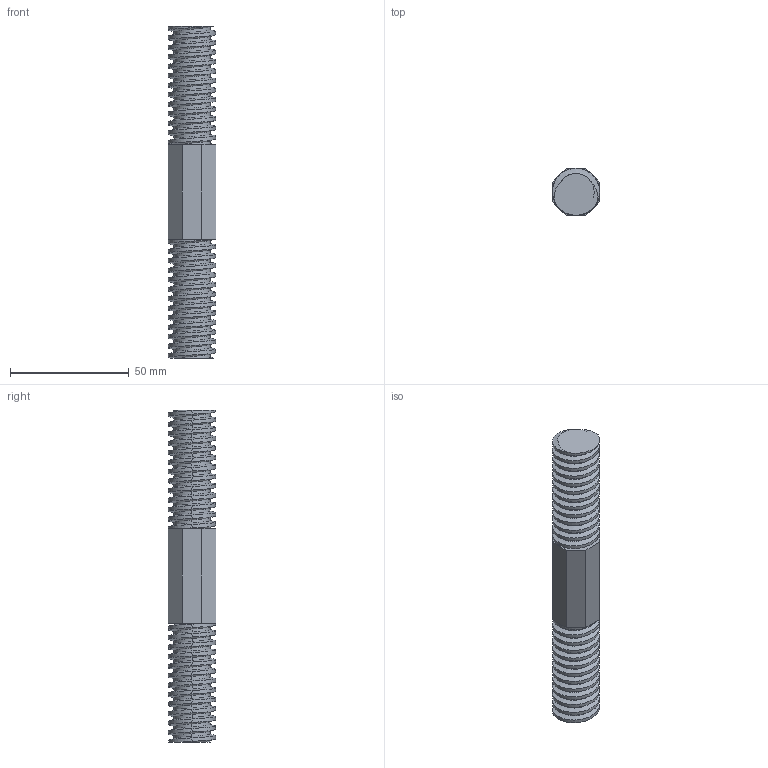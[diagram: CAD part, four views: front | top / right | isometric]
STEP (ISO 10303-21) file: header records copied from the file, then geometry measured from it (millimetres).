
FILE_DESCRIPTION(/* description */ (''),/* implementation_level */ '2;1');
FILE_NAME(/* name */ 'screw.step',/* time_stamp */ '2023-02-20T17:26:50-08:00',/* author */ (''),/* organization */ (''),/* preprocessor_version */ 'ST-DEVELOPER v19.2',/* originating_system */ 'Autodesk Translation Framework v11.17.0.187',/* authorisation */ '');
FILE_SCHEMA (('AUTOMOTIVE_DESIGN { 1 0 10303 214 3 1 1 }'));
Length unit declared in the file: millimetre
Products named in the file (1): Repbox Stand
Bounding box: 20 x 20 x 140 mm (x, y, z)
Volume: 37993.9 mm3; surface area: 13699.8 mm2
Topology: 1 solids, 1 shells, 70 faces, 198 edges, 132 vertices
Faces by surface type: cylinder 54, plane 12, bspline 4
Full cylindrical faces by diameter (mm): 15.287 x22, 19.85 x24
Entity records: 7931 total; most frequent: CARTESIAN_POINT 6313, ORIENTED_EDGE 396, DIRECTION 224, EDGE_CURVE 198, VERTEX_POINT 132, B_SPLINE_CURVE_WITH_KNOTS 116, AXIS2_PLACEMENT_3D 75, LINE 74
